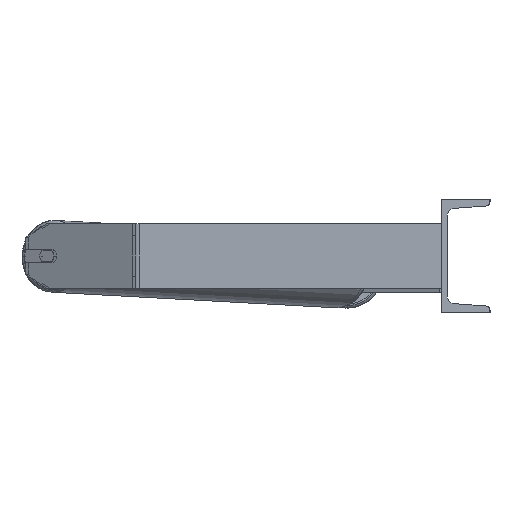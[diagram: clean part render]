
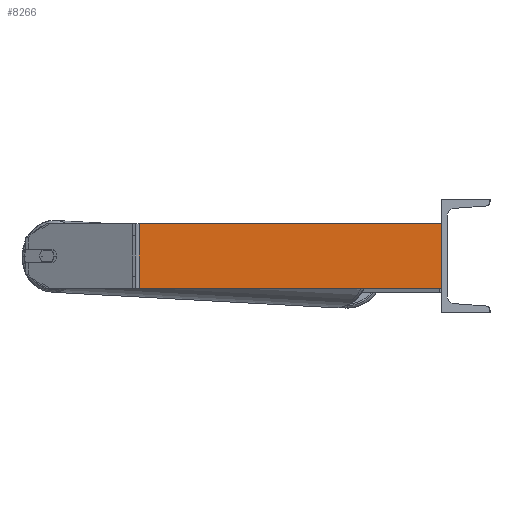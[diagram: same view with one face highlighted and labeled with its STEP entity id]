
A CAD part, left-side view. The second image highlights one B-rep face of the part: STEP entity #8266.
In plain terms, the highlighted planar face has unit normal (-1, 0, 0).
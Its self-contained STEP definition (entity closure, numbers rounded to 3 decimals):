
#489 = FACE_OUTER_BOUND ( 'NONE', #630, .T. ) ;
#630 = EDGE_LOOP ( 'NONE', ( #1993, #8252, #1774, #2970 ) ) ;
#938 = VERTEX_POINT ( 'NONE', #8635 ) ;
#1589 = CARTESIAN_POINT ( 'NONE',  ( -1085., 374.225, 40. ) ) ;
#1774 = ORIENTED_EDGE ( 'NONE', *, *, #6363, .F. ) ;
#1993 = ORIENTED_EDGE ( 'NONE', *, *, #4481, .T. ) ;
#2697 = LINE ( 'NONE', #8258, #5829 ) ;
#2970 = ORIENTED_EDGE ( 'NONE', *, *, #6415, .T. ) ;
#3398 = CARTESIAN_POINT ( 'NONE',  ( -1085., 374.225, 40. ) ) ;
#3590 = CARTESIAN_POINT ( 'NONE',  ( -1085., 0., 40. ) ) ;
#4011 = LINE ( 'NONE', #5444, #5364 ) ;
#4251 = AXIS2_PLACEMENT_3D ( 'NONE', #6028, #8161, #5931 ) ;
#4481 = EDGE_CURVE ( 'NONE', #938, #8855, #4011, .T. ) ;
#5090 = VECTOR ( 'NONE', #6389, 1000. ) ;
#5364 = VECTOR ( 'NONE', #8107, 1000. ) ;
#5444 = CARTESIAN_POINT ( 'NONE',  ( -1085., 378.512, -40. ) ) ;
#5493 = DIRECTION ( 'NONE',  ( 0., 0., -1. ) ) ;
#5671 = CARTESIAN_POINT ( 'NONE',  ( -1085., 0., 40. ) ) ;
#5687 = VECTOR ( 'NONE', #5493, 1000. ) ;
#5829 = VECTOR ( 'NONE', #7722, 1000. ) ;
#5931 = DIRECTION ( 'NONE',  ( 0., 1., 0. ) ) ;
#6028 = CARTESIAN_POINT ( 'NONE',  ( -1085., 378.512, 40. ) ) ;
#6289 = CARTESIAN_POINT ( 'NONE',  ( -1085., 0., -40. ) ) ;
#6352 = EDGE_CURVE ( 'NONE', #6810, #8855, #7672, .T. ) ;
#6363 = EDGE_CURVE ( 'NONE', #7389, #6810, #2697, .T. ) ;
#6389 = DIRECTION ( 'NONE',  ( 0., 0., -1. ) ) ;
#6415 = EDGE_CURVE ( 'NONE', #7389, #938, #8559, .T. ) ;
#6689 = PLANE ( 'NONE',  #4251 ) ;
#6810 = VERTEX_POINT ( 'NONE', #3590 ) ;
#7389 = VERTEX_POINT ( 'NONE', #3398 ) ;
#7672 = LINE ( 'NONE', #5671, #5687 ) ;
#7722 = DIRECTION ( 'NONE',  ( 0., -1., 0. ) ) ;
#8107 = DIRECTION ( 'NONE',  ( 0., -1., 0. ) ) ;
#8161 = DIRECTION ( 'NONE',  ( 1., 0., 0. ) ) ;
#8252 = ORIENTED_EDGE ( 'NONE', *, *, #6352, .F. ) ;
#8258 = CARTESIAN_POINT ( 'NONE',  ( -1085., 378.512, 40. ) ) ;
#8266 = ADVANCED_FACE ( 'NONE', ( #489 ), #6689, .F. ) ;
#8559 = LINE ( 'NONE', #1589, #5090 ) ;
#8635 = CARTESIAN_POINT ( 'NONE',  ( -1085., 374.225, -40. ) ) ;
#8855 = VERTEX_POINT ( 'NONE', #6289 ) ;
